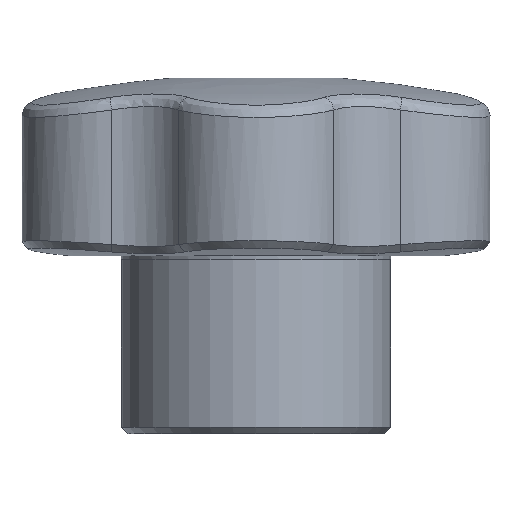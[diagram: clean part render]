
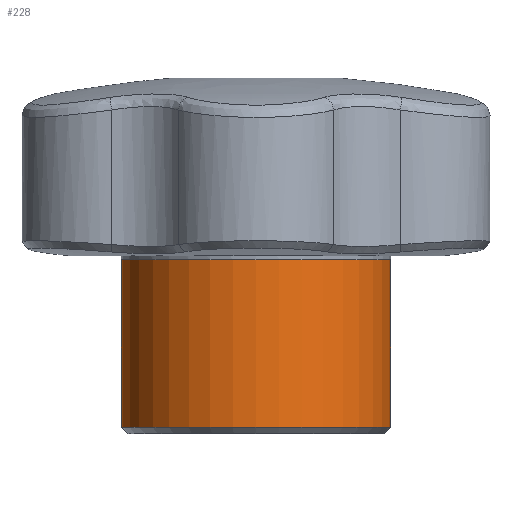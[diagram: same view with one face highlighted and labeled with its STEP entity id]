
A CAD part, left-side view. The second image highlights one B-rep face of the part: STEP entity #228.
In plain terms, the highlighted cylindrical face has radius 10.5 mm (diameter 21 mm), a full revolution.
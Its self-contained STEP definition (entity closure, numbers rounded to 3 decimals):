
#228 = ADVANCED_FACE( '', ( #481, #482 ), #483, .T. );
#481 = FACE_OUTER_BOUND( '', #2618, .T. );
#482 = FACE_OUTER_BOUND( '', #2619, .T. );
#483 = CYLINDRICAL_SURFACE( '', #2620, 10.5 );
#2618 = EDGE_LOOP( '', ( #3893 ) );
#2619 = EDGE_LOOP( '', ( #3894 ) );
#2620 = AXIS2_PLACEMENT_3D( '', #3895, #3896, #3897 );
#3893 = ORIENTED_EDGE( '', *, *, #4079, .T. );
#3894 = ORIENTED_EDGE( '', *, *, #4170, .F. );
#3895 = CARTESIAN_POINT( '', ( 0., 0., 28. ) );
#3896 = DIRECTION( '', ( 0., 0., -1. ) );
#3897 = DIRECTION( '', ( 1., 0., 0. ) );
#4079 = EDGE_CURVE( '', #4354, #4354, #4355, .T. );
#4170 = EDGE_CURVE( '', #4512, #4512, #4513, .T. );
#4354 = VERTEX_POINT( '', #4746 );
#4355 = CIRCLE( '', #4747, 10.5 );
#4512 = VERTEX_POINT( '', #5444 );
#4513 = CIRCLE( '', #5445, 10.5 );
#4746 = CARTESIAN_POINT( '', ( 10.5, 0., 0.137 ) );
#4747 = AXIS2_PLACEMENT_3D( '', #7399, #7400, #7401 );
#5444 = CARTESIAN_POINT( '', ( 10.5, 0., 13.239 ) );
#5445 = AXIS2_PLACEMENT_3D( '', #7502, #7503, #7504 );
#7399 = CARTESIAN_POINT( '', ( 0., 0., 0.137 ) );
#7400 = DIRECTION( '', ( 0., 0., 1. ) );
#7401 = DIRECTION( '', ( 1., 0., 0. ) );
#7502 = CARTESIAN_POINT( '', ( 0., 0., 13.239 ) );
#7503 = DIRECTION( '', ( 0., 0., 1. ) );
#7504 = DIRECTION( '', ( 1., 0., 0. ) );
